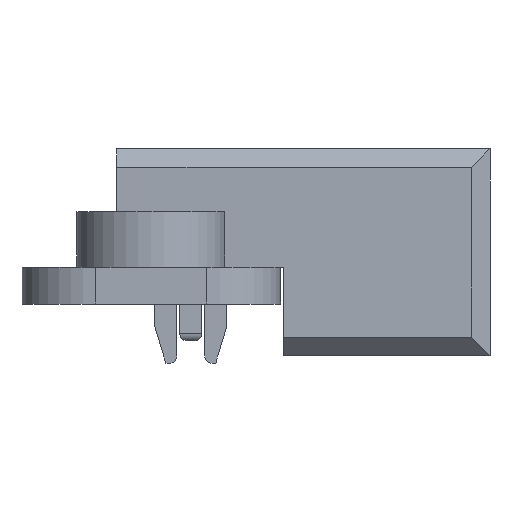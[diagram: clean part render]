
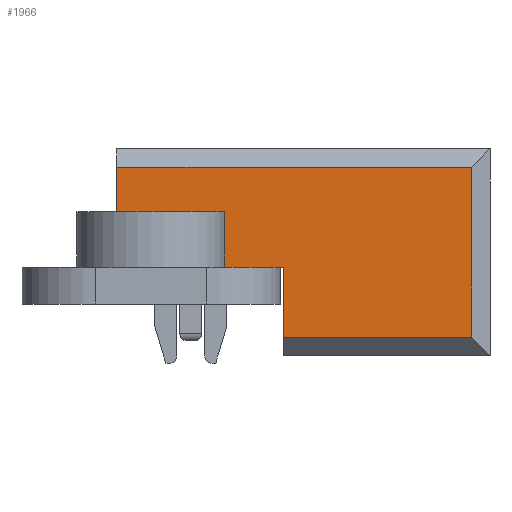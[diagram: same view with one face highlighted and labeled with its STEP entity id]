
A CAD part, left-side view. The second image highlights one B-rep face of the part: STEP entity #1966.
In plain terms, the highlighted face is planar.
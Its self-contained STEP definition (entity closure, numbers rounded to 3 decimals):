
#1651 = VERTEX_POINT('',#1652);
#1652 = CARTESIAN_POINT('',(10.825,4.5,-1.9));
#1658 = EDGE_CURVE('',#1659,#1651,#1661,.T.);
#1659 = VERTEX_POINT('',#1660);
#1660 = CARTESIAN_POINT('',(10.825,4.5,0.));
#1661 = LINE('',#1662,#1663);
#1662 = CARTESIAN_POINT('',(10.825,4.5,0.));
#1663 = VECTOR('',#1664,1.);
#1664 = DIRECTION('',(0.,0.,-1.));
#1829 = VERTEX_POINT('',#1830);
#1830 = CARTESIAN_POINT('',(10.825,9.6,2.7));
#1836 = EDGE_CURVE('',#1829,#1837,#1839,.T.);
#1837 = VERTEX_POINT('',#1838);
#1838 = CARTESIAN_POINT('',(10.825,9.6,-1.9));
#1839 = LINE('',#1840,#1841);
#1840 = CARTESIAN_POINT('',(10.825,9.6,0.));
#1841 = VECTOR('',#1842,1.);
#1842 = DIRECTION('',(0.,0.,-1.));
#1860 = VERTEX_POINT('',#1861);
#1861 = CARTESIAN_POINT('',(10.825,0.,2.7));
#1867 = EDGE_CURVE('',#1860,#1829,#1868,.T.);
#1868 = LINE('',#1869,#1870);
#1869 = CARTESIAN_POINT('',(10.825,2.525,2.7));
#1870 = VECTOR('',#1871,1.);
#1871 = DIRECTION('',(0.,1.,0.));
#1882 = EDGE_CURVE('',#1837,#1651,#1883,.T.);
#1883 = LINE('',#1884,#1885);
#1884 = CARTESIAN_POINT('',(10.825,3.65,-1.9));
#1885 = VECTOR('',#1886,1.);
#1886 = DIRECTION('',(0.,-1.,0.));
#1966 = ADVANCED_FACE('',(#1967),#1987,.T.);
#1967 = FACE_BOUND('',#1968,.T.);
#1968 = EDGE_LOOP('',(#1969,#1970,#1978,#1984,#1985,#1986));
#1969 = ORIENTED_EDGE('',*,*,#1867,.F.);
#1970 = ORIENTED_EDGE('',*,*,#1971,.F.);
#1971 = EDGE_CURVE('',#1972,#1860,#1974,.T.);
#1972 = VERTEX_POINT('',#1973);
#1973 = CARTESIAN_POINT('',(10.825,0.,0.));
#1974 = LINE('',#1975,#1976);
#1975 = CARTESIAN_POINT('',(10.825,0.,0.));
#1976 = VECTOR('',#1977,1.);
#1977 = DIRECTION('',(0.,0.,1.));
#1978 = ORIENTED_EDGE('',*,*,#1979,.T.);
#1979 = EDGE_CURVE('',#1972,#1659,#1980,.T.);
#1980 = LINE('',#1981,#1982);
#1981 = CARTESIAN_POINT('',(10.825,0.,0.));
#1982 = VECTOR('',#1983,1.);
#1983 = DIRECTION('',(0.,1.,0.));
#1984 = ORIENTED_EDGE('',*,*,#1658,.T.);
#1985 = ORIENTED_EDGE('',*,*,#1882,.F.);
#1986 = ORIENTED_EDGE('',*,*,#1836,.F.);
#1987 = PLANE('',#1988);
#1988 = AXIS2_PLACEMENT_3D('',#1989,#1990,#1991);
#1989 = CARTESIAN_POINT('',(10.825,0.,0.));
#1990 = DIRECTION('',(1.,0.,0.));
#1991 = DIRECTION('',(0.,1.,0.));
